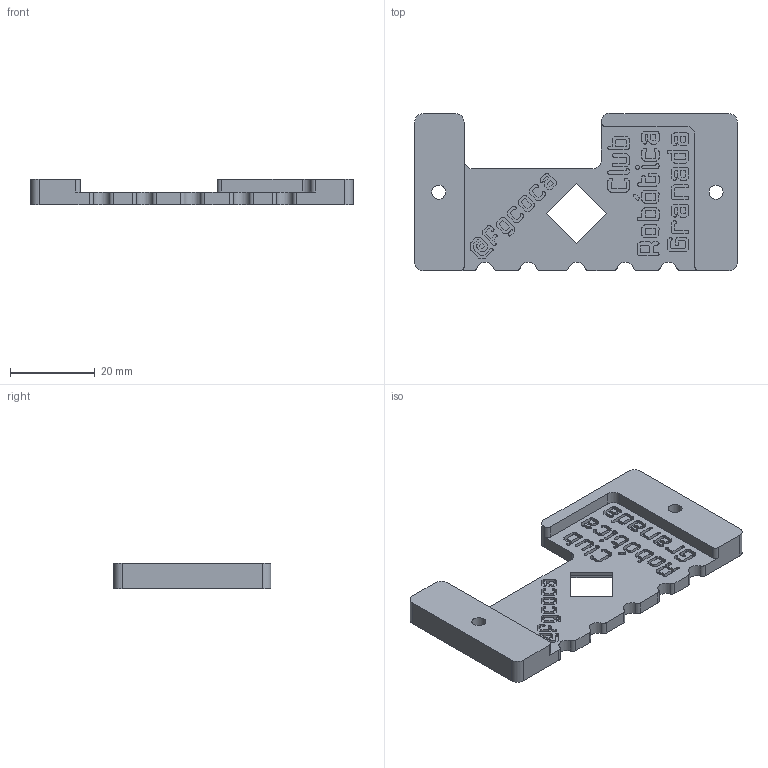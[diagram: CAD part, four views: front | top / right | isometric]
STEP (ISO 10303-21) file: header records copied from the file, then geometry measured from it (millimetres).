
FILE_DESCRIPTION(('FreeCAD Model'),'2;1');
FILE_NAME('base.step','2021-01-31T12:28:57',( 'Author'),(''),'Open CASCADE STEP processor 7.3','FreeCAD','Unknown' );
FILE_SCHEMA(('AUTOMOTIVE_DESIGN { 1 0 10303 214 1 1 1 1 }'));
Products named in the file (1): base
Bounding box: 76 x 37.07 x 6 mm (x, y, z)
Volume: 8888.9 mm3; surface area: 6705.1 mm2
Topology: 1 solids, 1 shells, 842 faces, 2387 edges, 1591 vertices
Faces by surface type: plane 476, extrusion 337, cylinder 29
Full cylindrical faces by diameter (mm): 3.3 x2
Entity records: 63142 total; most frequent: CARTESIAN_POINT 19900, DIRECTION 6067, VECTOR 4887, ORIENTED_EDGE 4774, PCURVE 4774, DEFINITIONAL_REPRESENTATION 4774, LINE 4550, B_SPLINE_CURVE_WITH_KNOTS 2832
